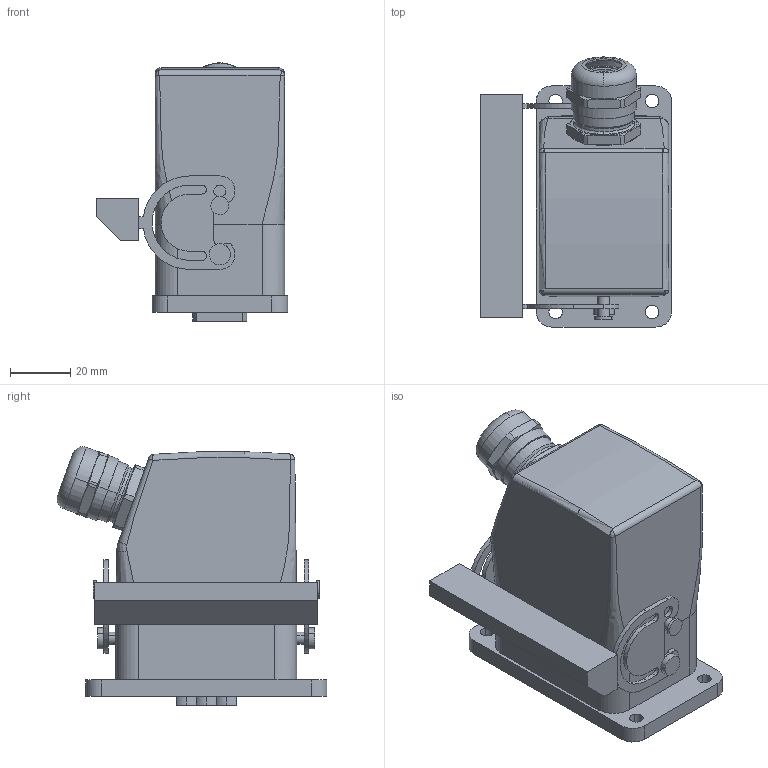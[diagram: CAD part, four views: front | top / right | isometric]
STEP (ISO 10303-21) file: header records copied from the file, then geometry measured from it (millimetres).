
FILE_DESCRIPTION(('CATIA V5 STEP Exchange','CAx-IF Rec.Pracs.--- Model Styling and Organization---1.4--- 2014-01-23'),'2;1');
FILE_NAME ('022154-5_1_1802730000_1802730000.stp','2019-11-20T12:21:09+00:00',('none'),('Weidmueller'),'CATIA Version 5-6 Release 2016 SP3 HF44','CATIA V5 STEP AP214','none');
FILE_SCHEMA(('AUTOMOTIVE_DESIGN { 1 0 10303 214 1 1 1 1 }'));
Products named in the file (1): 1802730000
Bounding box: 63.5 x 89.52 x 85.77 mm (x, y, z)
Volume: 131539.4 mm3; surface area: 86716.8 mm2
Topology: 9 solids, 28 shells, 4346 faces, 12646 edges, 8296 vertices
Faces by surface type: plane 2593, cylinder 963, cone 404, torus 224, bspline 90, extrusion 56, sphere 8, revolution 8
Entity records: 148835 total; most frequent: CARTESIAN_POINT 43645, ORIENTED_EDGE 25168, DIRECTION 16451, EDGE_CURVE 12584, VERTEX_POINT 8296, VECTOR 7949, LINE 7893, AXIS2_PLACEMENT_3D 5521
